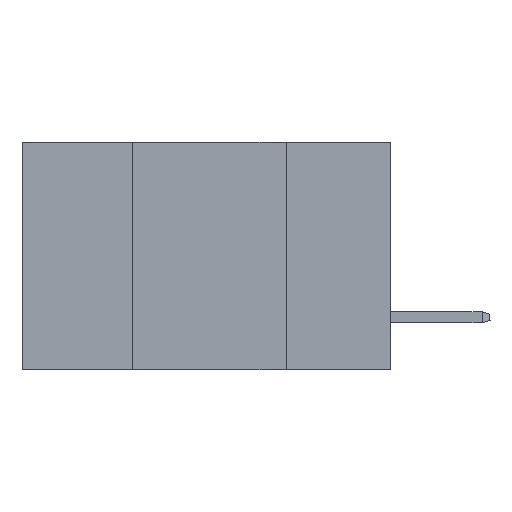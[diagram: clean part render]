
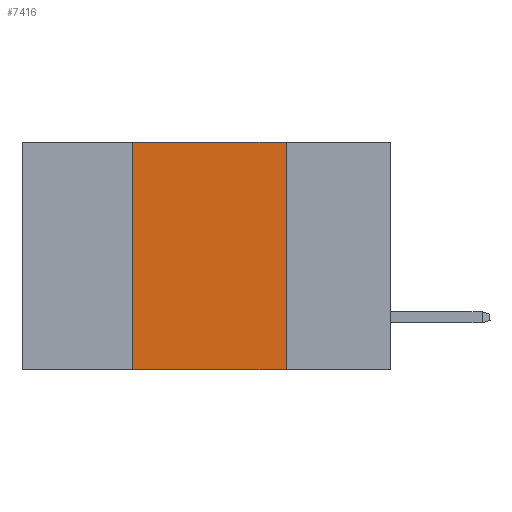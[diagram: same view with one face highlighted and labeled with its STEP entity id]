
A CAD part, left-side view. The second image highlights one B-rep face of the part: STEP entity #7416.
In plain terms, the highlighted planar face has unit normal (-1, 0, 0).
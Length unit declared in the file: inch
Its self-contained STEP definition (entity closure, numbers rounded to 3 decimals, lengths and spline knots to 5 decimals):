
#12 = EDGE_LOOP ( 'NONE', ( #20614, #13994, #6157, #19618 ) ) ;
#1313 = DIRECTION ( 'NONE',  ( 0., 0., -1. ) ) ;
#1659 = EDGE_CURVE ( 'NONE', #13392, #12926, #13922, .T. ) ;
#2820 = VECTOR ( 'NONE', #14354, 39.37008 ) ;
#3204 = CARTESIAN_POINT ( 'NONE',  ( 0., 0.6, 0. ) ) ;
#3987 = LINE ( 'NONE', #6753, #11332 ) ;
#5238 = CARTESIAN_POINT ( 'NONE',  ( 0., 0.6, 0. ) ) ;
#6087 = CARTESIAN_POINT ( 'NONE',  ( 0., 0.17, -0.37 ) ) ;
#6157 = ORIENTED_EDGE ( 'NONE', *, *, #21090, .F. ) ;
#6753 = CARTESIAN_POINT ( 'NONE',  ( 0., 0.6, -0.37 ) ) ;
#6890 = PLANE ( 'NONE',  #23754 ) ;
#7416 = ADVANCED_FACE ( 'NONE', ( #19239 ), #6890, .F. ) ;
#9004 = DIRECTION ( 'NONE',  ( 0., 0., 1. ) ) ;
#11193 = CARTESIAN_POINT ( 'NONE',  ( 0., 0.17, 0. ) ) ;
#11321 = CARTESIAN_POINT ( 'NONE',  ( 0., 0.17, 0. ) ) ;
#11332 = VECTOR ( 'NONE', #18387, 39.37008 ) ;
#11661 = VECTOR ( 'NONE', #9004, 39.37008 ) ;
#12695 = EDGE_CURVE ( 'NONE', #14418, #12926, #3987, .T. ) ;
#12926 = VERTEX_POINT ( 'NONE', #6087 ) ;
#13218 = EDGE_CURVE ( 'NONE', #15572, #13392, #15129, .T. ) ;
#13392 = VERTEX_POINT ( 'NONE', #11321 ) ;
#13922 = LINE ( 'NONE', #11193, #19509 ) ;
#13994 = ORIENTED_EDGE ( 'NONE', *, *, #13218, .F. ) ;
#14354 = DIRECTION ( 'NONE',  ( 0., -1., 0. ) ) ;
#14418 = VERTEX_POINT ( 'NONE', #20346 ) ;
#15129 = LINE ( 'NONE', #3204, #2820 ) ;
#15572 = VERTEX_POINT ( 'NONE', #17511 ) ;
#17511 = CARTESIAN_POINT ( 'NONE',  ( 0., 0.42, 0. ) ) ;
#18127 = DIRECTION ( 'NONE',  ( 1., 0., 0. ) ) ;
#18180 = CARTESIAN_POINT ( 'NONE',  ( 0., 0.42, 0. ) ) ;
#18387 = DIRECTION ( 'NONE',  ( 0., -1., 0. ) ) ;
#19239 = FACE_OUTER_BOUND ( 'NONE', #12, .T. ) ;
#19509 = VECTOR ( 'NONE', #20385, 39.37008 ) ;
#19618 = ORIENTED_EDGE ( 'NONE', *, *, #12695, .T. ) ;
#20346 = CARTESIAN_POINT ( 'NONE',  ( 0., 0.42, -0.37 ) ) ;
#20385 = DIRECTION ( 'NONE',  ( 0., 0., -1. ) ) ;
#20614 = ORIENTED_EDGE ( 'NONE', *, *, #1659, .F. ) ;
#21090 = EDGE_CURVE ( 'NONE', #14418, #15572, #21366, .T. ) ;
#21366 = LINE ( 'NONE', #18180, #11661 ) ;
#23754 = AXIS2_PLACEMENT_3D ( 'NONE', #5238, #18127, #1313 ) ;
